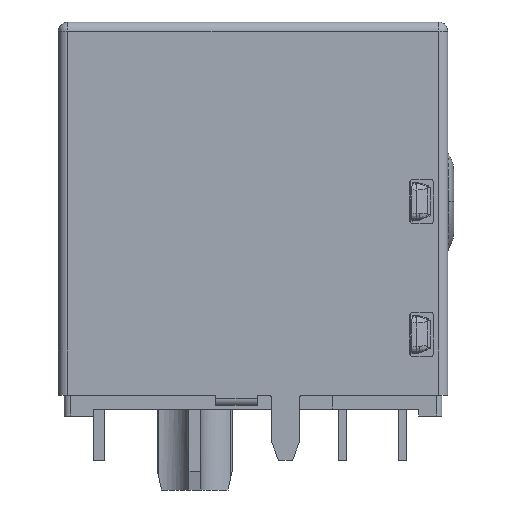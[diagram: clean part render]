
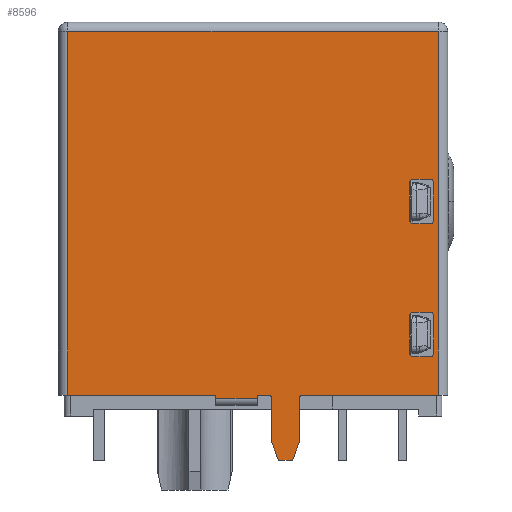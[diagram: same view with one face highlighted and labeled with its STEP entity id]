
A CAD part, left-side view. The second image highlights one B-rep face of the part: STEP entity #8596.
In plain terms, the highlighted planar face has unit normal (-1, 0, 0).
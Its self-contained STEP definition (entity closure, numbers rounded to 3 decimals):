
#707=DIRECTION('',(0.,0.,1.));
#708=VECTOR('',#707,1.6);
#709=CARTESIAN_POINT('',(-8.025,-6.7,-8.5));
#710=LINE('',#709,#708);
#711=CARTESIAN_POINT('',(-8.025,-6.85,-8.5));
#712=DIRECTION('',(1.,0.,0.));
#713=DIRECTION('',(0.,0.,-1.));
#714=AXIS2_PLACEMENT_3D('',#711,#712,#713);
#716=DIRECTION('',(0.,1.,0.));
#717=VECTOR('',#716,0.75);
#718=CARTESIAN_POINT('',(-8.025,-7.6,-8.65));
#719=LINE('',#718,#717);
#720=CARTESIAN_POINT('',(-8.025,-7.6,-8.5));
#721=DIRECTION('',(1.,0.,0.));
#722=DIRECTION('',(0.,-1.,0.));
#723=AXIS2_PLACEMENT_3D('',#720,#721,#722);
#725=DIRECTION('',(0.,0.,-1.));
#726=VECTOR('',#725,1.6);
#727=CARTESIAN_POINT('',(-8.025,-7.75,-6.9));
#728=LINE('',#727,#726);
#729=CARTESIAN_POINT('',(-8.025,-7.6,-6.9));
#730=DIRECTION('',(1.,0.,0.));
#731=DIRECTION('',(0.,0.,1.));
#732=AXIS2_PLACEMENT_3D('',#729,#730,#731);
#734=DIRECTION('',(0.,-1.,0.));
#735=VECTOR('',#734,0.75);
#736=CARTESIAN_POINT('',(-8.025,-6.85,-6.75));
#737=LINE('',#736,#735);
#738=CARTESIAN_POINT('',(-8.025,-6.85,-6.9));
#739=DIRECTION('',(1.,0.,0.));
#740=DIRECTION('',(0.,1.,0.));
#741=AXIS2_PLACEMENT_3D('',#738,#739,#740);
#743=DIRECTION('',(0.,0.,-1.));
#744=VECTOR('',#743,1.6);
#745=CARTESIAN_POINT('',(-8.025,-7.75,-12.6));
#746=LINE('',#745,#744);
#747=CARTESIAN_POINT('',(-8.025,-7.6,-12.6));
#748=DIRECTION('',(1.,0.,0.));
#749=DIRECTION('',(0.,0.,1.));
#750=AXIS2_PLACEMENT_3D('',#747,#748,#749);
#752=DIRECTION('',(0.,-1.,0.));
#753=VECTOR('',#752,0.75);
#754=CARTESIAN_POINT('',(-8.025,-6.85,-12.45));
#755=LINE('',#754,#753);
#756=CARTESIAN_POINT('',(-8.025,-6.85,-12.6));
#757=DIRECTION('',(1.,0.,0.));
#758=DIRECTION('',(0.,1.,0.));
#759=AXIS2_PLACEMENT_3D('',#756,#757,#758);
#761=DIRECTION('',(0.,0.,1.));
#762=VECTOR('',#761,1.6);
#763=CARTESIAN_POINT('',(-8.025,-6.7,-14.2));
#764=LINE('',#763,#762);
#765=CARTESIAN_POINT('',(-8.025,-6.85,-14.2));
#766=DIRECTION('',(1.,0.,0.));
#767=DIRECTION('',(0.,0.,-1.));
#768=AXIS2_PLACEMENT_3D('',#765,#766,#767);
#770=DIRECTION('',(0.,1.,0.));
#771=VECTOR('',#770,0.75);
#772=CARTESIAN_POINT('',(-8.025,-7.6,-14.35));
#773=LINE('',#772,#771);
#774=CARTESIAN_POINT('',(-8.025,-7.6,-14.2));
#775=DIRECTION('',(1.,0.,0.));
#776=DIRECTION('',(0.,-1.,0.));
#777=AXIS2_PLACEMENT_3D('',#774,#775,#776);
#779=DIRECTION('',(0.,0.,-1.));
#780=VECTOR('',#779,15.6);
#781=CARTESIAN_POINT('',(-8.025,-7.95,-0.4));
#782=LINE('',#781,#780);
#783=DIRECTION('',(0.,-1.,0.));
#784=VECTOR('',#783,5.81);
#785=CARTESIAN_POINT('',(-8.025,-2.14,-16.));
#786=LINE('',#785,#784);
#787=DIRECTION('',(0.,0.351,-0.936));
#788=VECTOR('',#787,0.854);
#789=CARTESIAN_POINT('',(-8.025,-1.99,-18.));
#790=LINE('',#789,#788);
#791=DIRECTION('',(0.,1.,0.));
#792=VECTOR('',#791,0.6);
#793=CARTESIAN_POINT('',(-8.025,-1.69,-18.8));
#794=LINE('',#793,#792);
#795=DIRECTION('',(0.,0.351,0.936));
#796=VECTOR('',#795,0.854);
#797=CARTESIAN_POINT('',(-8.025,-1.09,-18.8));
#798=LINE('',#797,#796);
#799=DIRECTION('',(0.,-1.,0.));
#800=VECTOR('',#799,0.45);
#801=CARTESIAN_POINT('',(-8.025,-0.19,-16.));
#802=LINE('',#801,#800);
#803=DIRECTION('',(0.,-1.,0.));
#804=VECTOR('',#803,1.8);
#805=CARTESIAN_POINT('',(-8.025,1.61,-16.15));
#806=LINE('',#805,#804);
#807=DIRECTION('',(0.,-1.,0.));
#808=VECTOR('',#807,6.34);
#809=CARTESIAN_POINT('',(-8.025,7.95,-16.));
#810=LINE('',#809,#808);
#811=DIRECTION('',(0.,0.,-1.));
#812=VECTOR('',#811,15.6);
#813=CARTESIAN_POINT('',(-8.025,7.95,-0.4));
#814=LINE('',#813,#812);
#815=DIRECTION('',(0.,-1.,0.));
#816=VECTOR('',#815,15.9);
#817=CARTESIAN_POINT('',(-8.025,7.95,-0.4));
#818=LINE('',#817,#816);
#4627=DIRECTION('',(0.,0.,1.));
#4628=VECTOR('',#4627,0.15);
#4629=CARTESIAN_POINT('',(-8.025,-0.19,-16.15));
#4630=LINE('',#4629,#4628);
#4687=DIRECTION('',(0.,0.,1.));
#4688=VECTOR('',#4687,0.15);
#4689=CARTESIAN_POINT('',(-8.025,1.61,-16.15));
#4690=LINE('',#4689,#4688);
#6192=CARTESIAN_POINT('',(-8.025,-0.64,-16.15));
#6193=DIRECTION('',(1.,0.,0.));
#6194=DIRECTION('',(0.,0.,1.));
#6195=AXIS2_PLACEMENT_3D('',#6192,#6193,#6194);
#6206=DIRECTION('',(0.,0.,-1.));
#6207=VECTOR('',#6206,1.85);
#6208=CARTESIAN_POINT('',(-8.025,-0.79,-16.15));
#6209=LINE('',#6208,#6207);
#6238=DIRECTION('',(0.,0.,1.));
#6239=VECTOR('',#6238,1.85);
#6240=CARTESIAN_POINT('',(-8.025,-1.99,-18.));
#6241=LINE('',#6240,#6239);
#6247=CARTESIAN_POINT('',(-8.025,-2.14,-16.15));
#6248=DIRECTION('',(1.,0.,0.));
#6249=DIRECTION('',(0.,1.,0.));
#6250=AXIS2_PLACEMENT_3D('',#6247,#6248,#6249);
#6614=CARTESIAN_POINT('',(-8.025,-1.69,-18.8));
#6615=CARTESIAN_POINT('',(-8.025,-1.09,-18.8));
#6616=VERTEX_POINT('',#6614);
#6617=VERTEX_POINT('',#6615);
#6622=CARTESIAN_POINT('',(-8.025,-1.99,-18.));
#6623=VERTEX_POINT('',#6622);
#6624=CARTESIAN_POINT('',(-8.025,-0.79,-18.));
#6625=VERTEX_POINT('',#6624);
#7006=CARTESIAN_POINT('',(-8.025,-7.95,-0.4));
#7007=CARTESIAN_POINT('',(-8.025,-7.95,-16.));
#7008=VERTEX_POINT('',#7006);
#7009=VERTEX_POINT('',#7007);
#7014=CARTESIAN_POINT('',(-8.025,7.95,-0.4));
#7015=VERTEX_POINT('',#7014);
#7020=CARTESIAN_POINT('',(-8.025,7.95,-16.));
#7021=VERTEX_POINT('',#7020);
#7070=CARTESIAN_POINT('',(-8.025,1.61,-16.15));
#7071=CARTESIAN_POINT('',(-8.025,-0.19,-16.15));
#7072=VERTEX_POINT('',#7070);
#7073=VERTEX_POINT('',#7071);
#7087=CARTESIAN_POINT('',(-8.025,1.61,-16.));
#7089=VERTEX_POINT('',#7087);
#7091=CARTESIAN_POINT('',(-8.025,-0.19,-16.));
#7093=VERTEX_POINT('',#7091);
#7110=CARTESIAN_POINT('',(-8.025,-0.64,-16.));
#7112=VERTEX_POINT('',#7110);
#7114=CARTESIAN_POINT('',(-8.025,-0.79,-16.15));
#7116=VERTEX_POINT('',#7114);
#7119=CARTESIAN_POINT('',(-8.025,-2.14,-16.));
#7121=VERTEX_POINT('',#7119);
#7123=CARTESIAN_POINT('',(-8.025,-1.99,-16.15));
#7125=VERTEX_POINT('',#7123);
#7344=CARTESIAN_POINT('',(-8.025,-6.7,-8.5));
#7345=VERTEX_POINT('',#7344);
#7346=CARTESIAN_POINT('',(-8.025,-6.7,-6.9));
#7347=VERTEX_POINT('',#7346);
#7348=CARTESIAN_POINT('',(-8.025,-6.85,-6.75));
#7349=VERTEX_POINT('',#7348);
#7350=CARTESIAN_POINT('',(-8.025,-7.6,-6.75));
#7351=VERTEX_POINT('',#7350);
#7352=CARTESIAN_POINT('',(-8.025,-7.75,-6.9));
#7353=VERTEX_POINT('',#7352);
#7354=CARTESIAN_POINT('',(-8.025,-7.75,-8.5));
#7355=VERTEX_POINT('',#7354);
#7356=CARTESIAN_POINT('',(-8.025,-7.6,-8.65));
#7357=VERTEX_POINT('',#7356);
#7358=CARTESIAN_POINT('',(-8.025,-6.85,-8.65));
#7359=VERTEX_POINT('',#7358);
#7360=CARTESIAN_POINT('',(-8.025,-7.75,-12.6));
#7361=VERTEX_POINT('',#7360);
#7362=CARTESIAN_POINT('',(-8.025,-7.75,-14.2));
#7363=VERTEX_POINT('',#7362);
#7364=CARTESIAN_POINT('',(-8.025,-7.6,-14.35));
#7365=VERTEX_POINT('',#7364);
#7366=CARTESIAN_POINT('',(-8.025,-6.85,-14.35));
#7367=VERTEX_POINT('',#7366);
#7368=CARTESIAN_POINT('',(-8.025,-6.7,-14.2));
#7369=VERTEX_POINT('',#7368);
#7370=CARTESIAN_POINT('',(-8.025,-6.7,-12.6));
#7371=VERTEX_POINT('',#7370);
#7372=CARTESIAN_POINT('',(-8.025,-6.85,-12.45));
#7373=VERTEX_POINT('',#7372);
#7374=CARTESIAN_POINT('',(-8.025,-7.6,-12.45));
#7375=VERTEX_POINT('',#7374);
#8523=CARTESIAN_POINT('',(-8.025,8.35,0.));
#8524=DIRECTION('',(-1.,0.,0.));
#8525=DIRECTION('',(0.,-1.,0.));
#8526=AXIS2_PLACEMENT_3D('',#8523,#8524,#8525);
#8527=PLANE('',#8526);
#8529=ORIENTED_EDGE('',*,*,#8528,.T.);
#8531=ORIENTED_EDGE('',*,*,#8530,.F.);
#8533=ORIENTED_EDGE('',*,*,#8532,.F.);
#8535=ORIENTED_EDGE('',*,*,#8534,.F.);
#8537=ORIENTED_EDGE('',*,*,#8536,.T.);
#8539=ORIENTED_EDGE('',*,*,#8538,.T.);
#8541=ORIENTED_EDGE('',*,*,#8540,.T.);
#8543=ORIENTED_EDGE('',*,*,#8542,.F.);
#8545=ORIENTED_EDGE('',*,*,#8544,.F.);
#8547=ORIENTED_EDGE('',*,*,#8546,.F.);
#8549=ORIENTED_EDGE('',*,*,#8548,.F.);
#8551=ORIENTED_EDGE('',*,*,#8550,.F.);
#8553=ORIENTED_EDGE('',*,*,#8552,.T.);
#8555=ORIENTED_EDGE('',*,*,#8554,.F.);
#8556=ORIENTED_EDGE('',*,*,#8490,.F.);
#8557=ORIENTED_EDGE('',*,*,#8514,.T.);
#8558=EDGE_LOOP('',(#8529,#8531,#8533,#8535,#8537,#8539,#8541,#8543,#8545,#8547,
#8549,#8551,#8553,#8555,#8556,#8557));
#8559=FACE_OUTER_BOUND('',#8558,.F.);
#8561=ORIENTED_EDGE('',*,*,#8560,.F.);
#8563=ORIENTED_EDGE('',*,*,#8562,.F.);
#8565=ORIENTED_EDGE('',*,*,#8564,.F.);
#8567=ORIENTED_EDGE('',*,*,#8566,.F.);
#8569=ORIENTED_EDGE('',*,*,#8568,.F.);
#8571=ORIENTED_EDGE('',*,*,#8570,.F.);
#8573=ORIENTED_EDGE('',*,*,#8572,.F.);
#8575=ORIENTED_EDGE('',*,*,#8574,.F.);
#8576=EDGE_LOOP('',(#8561,#8563,#8565,#8567,#8569,#8571,#8573,#8575));
#8577=FACE_BOUND('',#8576,.F.);
#8579=ORIENTED_EDGE('',*,*,#8578,.F.);
#8581=ORIENTED_EDGE('',*,*,#8580,.F.);
#8583=ORIENTED_EDGE('',*,*,#8582,.F.);
#8585=ORIENTED_EDGE('',*,*,#8584,.F.);
#8587=ORIENTED_EDGE('',*,*,#8586,.F.);
#8589=ORIENTED_EDGE('',*,*,#8588,.F.);
#8591=ORIENTED_EDGE('',*,*,#8590,.F.);
#8593=ORIENTED_EDGE('',*,*,#8592,.F.);
#8594=EDGE_LOOP('',(#8579,#8581,#8583,#8585,#8587,#8589,#8591,#8593));
#8595=FACE_BOUND('',#8594,.F.);
#715=CIRCLE('',#714,0.15);
#724=CIRCLE('',#723,0.15);
#733=CIRCLE('',#732,0.15);
#742=CIRCLE('',#741,0.15);
#751=CIRCLE('',#750,0.15);
#760=CIRCLE('',#759,0.15);
#769=CIRCLE('',#768,0.15);
#778=CIRCLE('',#777,0.15);
#6196=CIRCLE('',#6195,0.15);
#6251=CIRCLE('',#6250,0.15);
#8490=EDGE_CURVE('',#7015,#7021,#814,.T.);
#8514=EDGE_CURVE('',#7015,#7008,#818,.T.);
#8528=EDGE_CURVE('',#7008,#7009,#782,.T.);
#8530=EDGE_CURVE('',#7121,#7009,#786,.T.);
#8532=EDGE_CURVE('',#7125,#7121,#6251,.T.);
#8534=EDGE_CURVE('',#6623,#7125,#6241,.T.);
#8536=EDGE_CURVE('',#6623,#6616,#790,.T.);
#8538=EDGE_CURVE('',#6616,#6617,#794,.T.);
#8540=EDGE_CURVE('',#6617,#6625,#798,.T.);
#8542=EDGE_CURVE('',#7116,#6625,#6209,.T.);
#8544=EDGE_CURVE('',#7112,#7116,#6196,.T.);
#8546=EDGE_CURVE('',#7093,#7112,#802,.T.);
#8548=EDGE_CURVE('',#7073,#7093,#4630,.T.);
#8550=EDGE_CURVE('',#7072,#7073,#806,.T.);
#8552=EDGE_CURVE('',#7072,#7089,#4690,.T.);
#8554=EDGE_CURVE('',#7021,#7089,#810,.T.);
#8560=EDGE_CURVE('',#7361,#7363,#746,.T.);
#8562=EDGE_CURVE('',#7375,#7361,#751,.T.);
#8564=EDGE_CURVE('',#7373,#7375,#755,.T.);
#8566=EDGE_CURVE('',#7371,#7373,#760,.T.);
#8568=EDGE_CURVE('',#7369,#7371,#764,.T.);
#8570=EDGE_CURVE('',#7367,#7369,#769,.T.);
#8572=EDGE_CURVE('',#7365,#7367,#773,.T.);
#8574=EDGE_CURVE('',#7363,#7365,#778,.T.);
#8578=EDGE_CURVE('',#7345,#7347,#710,.T.);
#8580=EDGE_CURVE('',#7359,#7345,#715,.T.);
#8582=EDGE_CURVE('',#7357,#7359,#719,.T.);
#8584=EDGE_CURVE('',#7355,#7357,#724,.T.);
#8586=EDGE_CURVE('',#7353,#7355,#728,.T.);
#8588=EDGE_CURVE('',#7351,#7353,#733,.T.);
#8590=EDGE_CURVE('',#7349,#7351,#737,.T.);
#8592=EDGE_CURVE('',#7347,#7349,#742,.T.);
#8596=ADVANCED_FACE('',(#8559,#8577,#8595),#8527,.T.);
